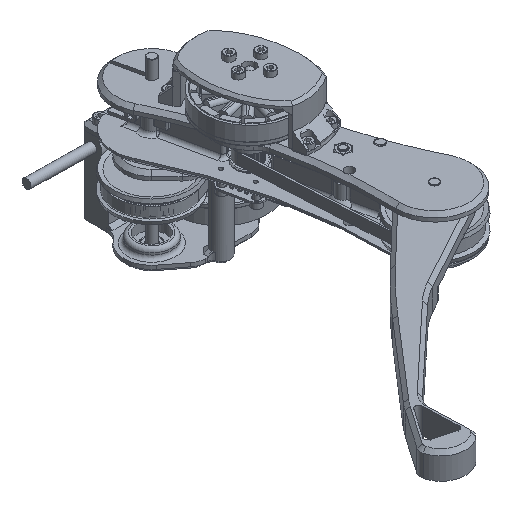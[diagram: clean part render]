
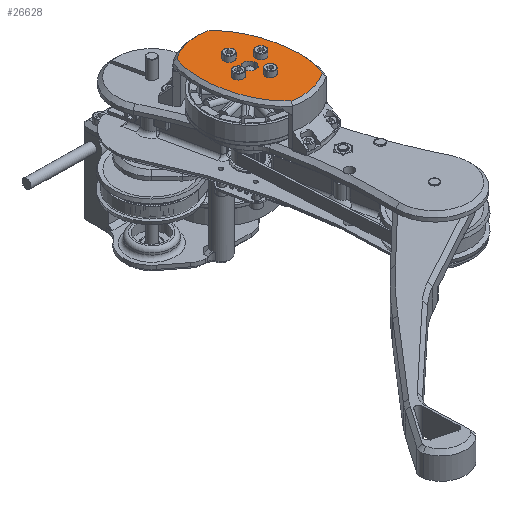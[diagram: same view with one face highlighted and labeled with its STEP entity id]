
A CAD part, isometric view. The second image highlights one B-rep face of the part: STEP entity #26628.
In plain terms, the highlighted planar face has unit normal (0, 0, 1).
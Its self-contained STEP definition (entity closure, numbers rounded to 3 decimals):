
#406=B_SPLINE_CURVE_WITH_KNOTS('',3,(#46234,#46235,#46236,#46237,#46238,
#46239,#46240,#46241,#46242,#46243),.UNSPECIFIED.,.F.,.U.,(4,2,2,2,4),(0.313,
1.115,3.07,5.025,5.828),
 .UNSPECIFIED.);
#410=B_SPLINE_CURVE_WITH_KNOTS('',3,(#46483,#46484,#46485,#46486,#46487,
#46488,#46489,#46490,#46491,#46492),.UNSPECIFIED.,.F.,.U.,(4,2,2,2,4),(0.313,
1.115,3.07,5.025,5.828),
 .UNSPECIFIED.);
#3324=CIRCLE('',#29444,1.5);
#3325=CIRCLE('',#29449,28.5);
#3326=CIRCLE('',#29451,28.5);
#3327=CIRCLE('',#29453,3.25);
#3328=CIRCLE('',#29454,1.5);
#3329=CIRCLE('',#29455,1.5);
#3330=CIRCLE('',#29456,1.5);
#5773=VERTEX_POINT('',#46233);
#5774=VERTEX_POINT('',#46244);
#5775=VERTEX_POINT('',#46256);
#5777=VERTEX_POINT('',#46266);
#5778=VERTEX_POINT('',#46493);
#5779=VERTEX_POINT('',#46504);
#5780=VERTEX_POINT('',#46506);
#5781=VERTEX_POINT('',#46508);
#5782=VERTEX_POINT('',#46510);
#12969=EDGE_CURVE('',#5773,#5774,#406,.T.);
#12973=EDGE_CURVE('',#5775,#5775,#3324,.T.);
#12978=EDGE_CURVE('',#5774,#5777,#3325,.T.);
#12981=EDGE_CURVE('',#5777,#5778,#410,.T.);
#12983=EDGE_CURVE('',#5778,#5773,#3326,.T.);
#12984=EDGE_CURVE('',#5779,#5779,#3327,.T.);
#12985=EDGE_CURVE('',#5780,#5780,#3328,.T.);
#12986=EDGE_CURVE('',#5781,#5781,#3329,.T.);
#12987=EDGE_CURVE('',#5782,#5782,#3330,.T.);
#20431=ORIENTED_EDGE('',*,*,#12983,.F.);
#20432=ORIENTED_EDGE('',*,*,#12981,.F.);
#20433=ORIENTED_EDGE('',*,*,#12978,.F.);
#20434=ORIENTED_EDGE('',*,*,#12969,.F.);
#20435=ORIENTED_EDGE('',*,*,#12984,.F.);
#20436=ORIENTED_EDGE('',*,*,#12985,.F.);
#20437=ORIENTED_EDGE('',*,*,#12973,.F.);
#20438=ORIENTED_EDGE('',*,*,#12986,.F.);
#20439=ORIENTED_EDGE('',*,*,#12987,.F.);
#22830=EDGE_LOOP('',(#20431,#20432,#20433,#20434));
#22831=EDGE_LOOP('',(#20435));
#22832=EDGE_LOOP('',(#20436));
#22833=EDGE_LOOP('',(#20437));
#22834=EDGE_LOOP('',(#20438));
#22835=EDGE_LOOP('',(#20439));
#24918=FACE_BOUND('',#22830,.T.);
#24919=FACE_BOUND('',#22831,.T.);
#24920=FACE_BOUND('',#22832,.T.);
#24921=FACE_BOUND('',#22833,.T.);
#24922=FACE_BOUND('',#22834,.T.);
#24923=FACE_BOUND('',#22835,.T.);
#26628=ADVANCED_FACE('',(#24918,#24919,#24920,#24921,#24922,#24923),#47872,
 .T.);
#29444=AXIS2_PLACEMENT_3D('',#46255,#35980,#35981);
#29449=AXIS2_PLACEMENT_3D('',#46265,#35990,#35991);
#29451=AXIS2_PLACEMENT_3D('',#46501,#35994,#35995);
#29452=AXIS2_PLACEMENT_3D('',#46502,#35996,$);
#29453=AXIS2_PLACEMENT_3D('',#46503,#35997,#35998);
#29454=AXIS2_PLACEMENT_3D('',#46505,#35999,#36000);
#29455=AXIS2_PLACEMENT_3D('',#46507,#36001,#36002);
#29456=AXIS2_PLACEMENT_3D('',#46509,#36003,#36004);
#35980=DIRECTION('',(0.,0.,1.));
#35981=DIRECTION('',(-1.5,0.,0.));
#35990=DIRECTION('',(0.,0.,-1.));
#35991=DIRECTION('',(-5.815,27.9,0.));
#35994=DIRECTION('',(0.,0.,-1.));
#35995=DIRECTION('',(-5.815,-27.9,0.));
#35996=DIRECTION('',(0.,0.,1.));
#35997=DIRECTION('',(0.,0.,1.));
#35998=DIRECTION('',(-3.25,0.,0.));
#35999=DIRECTION('',(0.,0.,1.));
#36000=DIRECTION('',(-1.5,0.,0.));
#36001=DIRECTION('',(0.,0.,1.));
#36002=DIRECTION('',(1.5,0.,0.));
#36003=DIRECTION('',(0.,0.,1.));
#36004=DIRECTION('',(1.5,0.,0.));
#46233=CARTESIAN_POINT('',(-11.033,58.722,-1.923));
#46234=CARTESIAN_POINT('',(-11.036,58.72,-1.923));
#46235=CARTESIAN_POINT('',(-12.657,60.867,-1.923));
#46236=CARTESIAN_POINT('',(-13.942,63.298,-1.923));
#46237=CARTESIAN_POINT('',(-17.432,71.802,-1.923));
#46238=CARTESIAN_POINT('',(-18.5,78.483,-1.923));
#46239=CARTESIAN_POINT('',(-18.5,91.517,-1.923));
#46240=CARTESIAN_POINT('',(-17.432,98.198,-1.923));
#46241=CARTESIAN_POINT('',(-13.942,106.702,-1.923));
#46242=CARTESIAN_POINT('',(-12.657,109.133,-1.923));
#46243=CARTESIAN_POINT('',(-11.036,111.28,-1.923));
#46244=CARTESIAN_POINT('',(-11.033,111.278,-1.923));
#46255=CARTESIAN_POINT('',(-8.,85.,-1.923));
#46256=CARTESIAN_POINT('',(-9.5,85.,-1.923));
#46265=CARTESIAN_POINT('',(0.,85.,-1.923));
#46266=CARTESIAN_POINT('',(11.033,111.278,-1.923));
#46483=CARTESIAN_POINT('',(11.036,111.28,-1.923));
#46484=CARTESIAN_POINT('',(12.657,109.133,-1.923));
#46485=CARTESIAN_POINT('',(13.942,106.702,-1.923));
#46486=CARTESIAN_POINT('',(17.432,98.198,-1.923));
#46487=CARTESIAN_POINT('',(18.5,91.517,-1.923));
#46488=CARTESIAN_POINT('',(18.5,78.483,-1.923));
#46489=CARTESIAN_POINT('',(17.432,71.802,-1.923));
#46490=CARTESIAN_POINT('',(13.942,63.298,-1.923));
#46491=CARTESIAN_POINT('',(12.657,60.867,-1.923));
#46492=CARTESIAN_POINT('',(11.036,58.72,-1.923));
#46493=CARTESIAN_POINT('',(11.033,58.722,-1.923));
#46501=CARTESIAN_POINT('',(0.,85.,-1.923));
#46502=CARTESIAN_POINT('',(7.673,85.,-1.923));
#46503=CARTESIAN_POINT('',(0.,85.,-1.923));
#46504=CARTESIAN_POINT('',(0.,88.25,-1.923));
#46505=CARTESIAN_POINT('',(0.,75.5,-1.923));
#46506=CARTESIAN_POINT('',(0.,77.,-1.923));
#46507=CARTESIAN_POINT('',(0.,94.5,-1.923));
#46508=CARTESIAN_POINT('',(0.,93.,-1.923));
#46509=CARTESIAN_POINT('',(8.,85.,-1.923));
#46510=CARTESIAN_POINT('',(9.5,85.,-1.923));
#47872=PLANE('',#29452);
